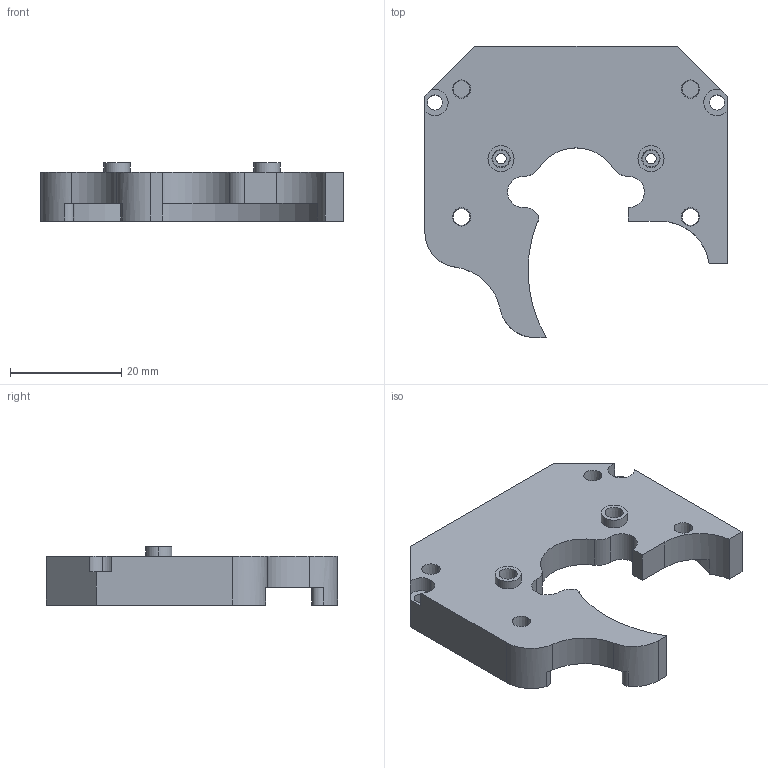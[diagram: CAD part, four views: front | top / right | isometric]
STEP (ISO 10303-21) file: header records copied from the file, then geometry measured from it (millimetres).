
FILE_DESCRIPTION (( 'STEP AP214' ), '1' );
FILE_NAME ('Radar Altimeter Stepper Mount.STEP', '2021-03-18T03:43:46', ( '' ), ( '' ), 'SwSTEP 2.0', 'SolidWorks 2019', '' );
FILE_SCHEMA (( 'AUTOMOTIVE_DESIGN' ));
Length unit declared in the file: inch
Products named in the file (1): Radar Altimeter Stepper Mount
Bounding box: 54.44 x 52.43 x 10.49 mm (x, y, z)
Volume: 10845.7 mm3; surface area: 5952.7 mm2
Topology: 1 solids, 1 shells, 77 faces, 199 edges, 130 vertices
Faces by surface type: cylinder 42, plane 23, cone 12
Entity records: 2457 total; most frequent: DIRECTION 459, CARTESIAN_POINT 407, ORIENTED_EDGE 398, EDGE_CURVE 199, AXIS2_PLACEMENT_3D 182, VERTEX_POINT 130, CIRCLE 104, EDGE_LOOP 95
